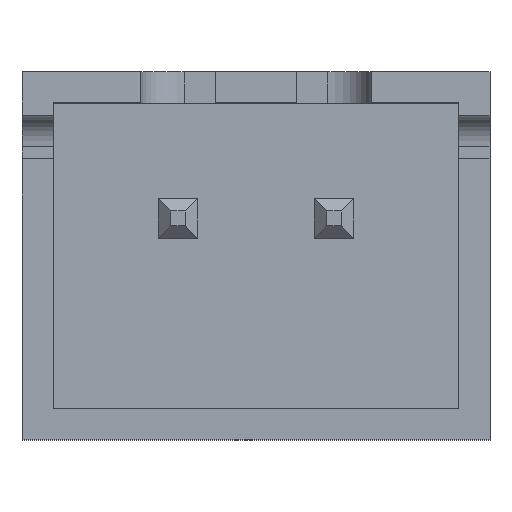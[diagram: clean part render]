
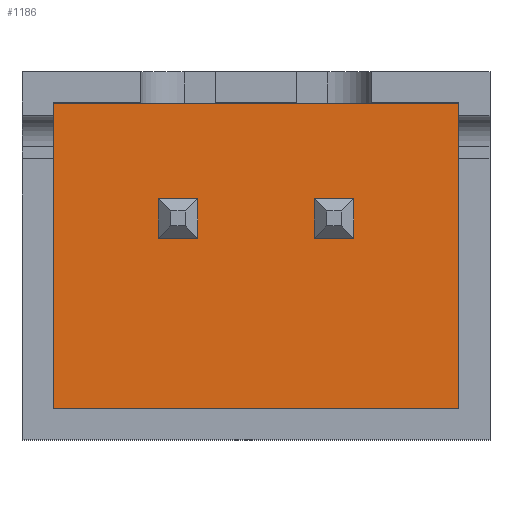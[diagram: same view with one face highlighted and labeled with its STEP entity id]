
A CAD part, top view. The second image highlights one B-rep face of the part: STEP entity #1186.
In plain terms, the highlighted planar face has unit normal (0, 0, 1).
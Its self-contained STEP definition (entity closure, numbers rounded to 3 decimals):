
#21=FACE_BOUND('',#149,.T.);
#22=FACE_BOUND('',#150,.T.);
#80=FACE_OUTER_BOUND('',#148,.T.);
#148=EDGE_LOOP('',(#999,#1000,#1001,#1002));
#149=EDGE_LOOP('',(#1003,#1004,#1005,#1006));
#150=EDGE_LOOP('',(#1007,#1008,#1009,#1010));
#220=LINE('',#1708,#376);
#223=LINE('',#1713,#379);
#237=LINE('',#1743,#393);
#240=LINE('',#1748,#396);
#242=LINE('',#1753,#398);
#243=LINE('',#1755,#399);
#245=LINE('',#1759,#401);
#246=LINE('',#1761,#402);
#287=LINE('',#1851,#443);
#292=LINE('',#1861,#448);
#309=LINE('',#1900,#465);
#310=LINE('',#1902,#466);
#376=VECTOR('',#1392,10.);
#379=VECTOR('',#1397,10.);
#393=VECTOR('',#1423,10.);
#396=VECTOR('',#1428,10.);
#398=VECTOR('',#1434,10.);
#399=VECTOR('',#1437,10.);
#401=VECTOR('',#1441,10.);
#402=VECTOR('',#1444,10.);
#443=VECTOR('',#1505,1000.);
#448=VECTOR('',#1512,1000.);
#465=VECTOR('',#1547,1000.);
#466=VECTOR('',#1550,1000.);
#511=VERTEX_POINT('',#1705);
#512=VERTEX_POINT('',#1707);
#513=VERTEX_POINT('',#1711);
#522=VERTEX_POINT('',#1740);
#523=VERTEX_POINT('',#1742);
#524=VERTEX_POINT('',#1746);
#525=VERTEX_POINT('',#1751);
#526=VERTEX_POINT('',#1757);
#564=VERTEX_POINT('',#1848);
#565=VERTEX_POINT('',#1850);
#568=VERTEX_POINT('',#1858);
#569=VERTEX_POINT('',#1860);
#636=EDGE_CURVE('',#512,#511,#220,.T.);
#639=EDGE_CURVE('',#511,#513,#223,.T.);
#653=EDGE_CURVE('',#523,#522,#237,.T.);
#656=EDGE_CURVE('',#522,#524,#240,.T.);
#658=EDGE_CURVE('',#524,#525,#242,.T.);
#659=EDGE_CURVE('',#525,#523,#243,.T.);
#661=EDGE_CURVE('',#513,#526,#245,.T.);
#662=EDGE_CURVE('',#526,#512,#246,.T.);
#706=EDGE_CURVE('',#565,#564,#287,.T.);
#711=EDGE_CURVE('',#569,#568,#292,.T.);
#733=EDGE_CURVE('',#564,#569,#309,.T.);
#734=EDGE_CURVE('',#568,#565,#310,.T.);
#999=ORIENTED_EDGE('',*,*,#706,.T.);
#1000=ORIENTED_EDGE('',*,*,#733,.T.);
#1001=ORIENTED_EDGE('',*,*,#711,.T.);
#1002=ORIENTED_EDGE('',*,*,#734,.T.);
#1003=ORIENTED_EDGE('',*,*,#653,.T.);
#1004=ORIENTED_EDGE('',*,*,#656,.T.);
#1005=ORIENTED_EDGE('',*,*,#658,.T.);
#1006=ORIENTED_EDGE('',*,*,#659,.T.);
#1007=ORIENTED_EDGE('',*,*,#636,.T.);
#1008=ORIENTED_EDGE('',*,*,#639,.T.);
#1009=ORIENTED_EDGE('',*,*,#661,.T.);
#1010=ORIENTED_EDGE('',*,*,#662,.T.);
#1124=PLANE('',#1274);
#1186=ADVANCED_FACE('',(#80,#21,#22),#1124,.F.);
#1274=AXIS2_PLACEMENT_3D('',#1903,#1551,#1552);
#1392=DIRECTION('',(0.,-1.,0.));
#1397=DIRECTION('',(-1.,0.,0.));
#1423=DIRECTION('',(0.,-1.,0.));
#1428=DIRECTION('',(-1.,0.,0.));
#1434=DIRECTION('',(0.,1.,0.));
#1437=DIRECTION('',(1.,0.,0.));
#1441=DIRECTION('',(0.,1.,0.));
#1444=DIRECTION('',(1.,0.,0.));
#1505=DIRECTION('',(0.,1.,0.));
#1512=DIRECTION('',(0.,-1.,0.));
#1547=DIRECTION('',(-1.,0.,0.));
#1550=DIRECTION('',(1.,0.,0.));
#1551=DIRECTION('center_axis',(0.,0.,-1.));
#1552=DIRECTION('ref_axis',(-1.,0.,0.));
#1705=CARTESIAN_POINT('',(1.57,0.28,0.5));
#1707=CARTESIAN_POINT('',(1.57,0.92,0.5));
#1708=CARTESIAN_POINT('',(1.57,0.14,0.5));
#1711=CARTESIAN_POINT('',(0.93,0.28,0.5));
#1713=CARTESIAN_POINT('',(0.465,0.28,0.5));
#1740=CARTESIAN_POINT('',(-0.93,0.28,0.5));
#1742=CARTESIAN_POINT('',(-0.93,0.92,0.5));
#1743=CARTESIAN_POINT('',(-0.93,0.14,0.5));
#1746=CARTESIAN_POINT('',(-1.57,0.28,0.5));
#1748=CARTESIAN_POINT('',(-0.785,0.28,0.5));
#1751=CARTESIAN_POINT('',(-1.57,0.92,0.5));
#1753=CARTESIAN_POINT('',(-1.57,0.46,0.5));
#1755=CARTESIAN_POINT('',(-0.465,0.92,0.5));
#1757=CARTESIAN_POINT('',(0.93,0.92,0.5));
#1759=CARTESIAN_POINT('',(0.93,0.46,0.5));
#1761=CARTESIAN_POINT('',(0.785,0.92,0.5));
#1848=CARTESIAN_POINT('',(3.25,2.45,0.5));
#1850=CARTESIAN_POINT('',(3.25,-2.45,0.5));
#1851=CARTESIAN_POINT('',(3.25,0.,0.5));
#1858=CARTESIAN_POINT('',(-3.25,-2.45,0.5));
#1860=CARTESIAN_POINT('',(-3.25,2.45,0.5));
#1861=CARTESIAN_POINT('',(-3.25,0.,0.5));
#1900=CARTESIAN_POINT('',(0.,2.45,0.5));
#1902=CARTESIAN_POINT('',(0.,-2.45,0.5));
#1903=CARTESIAN_POINT('Origin',(0.,0.,0.5));
